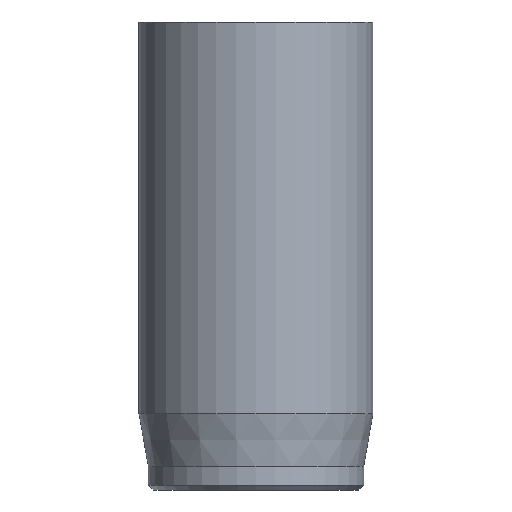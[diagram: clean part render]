
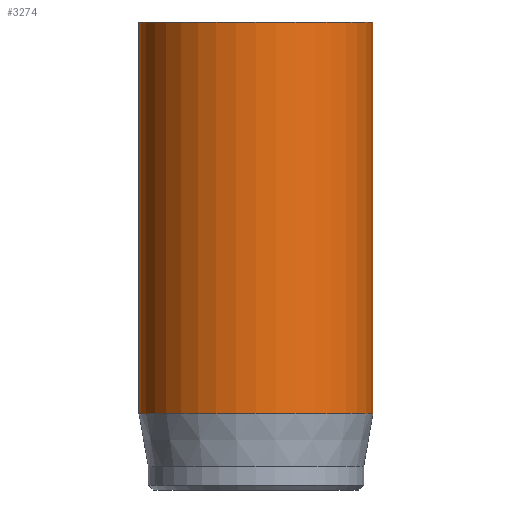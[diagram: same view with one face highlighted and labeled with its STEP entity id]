
A CAD part, front view. The second image highlights one B-rep face of the part: STEP entity #3274.
In plain terms, the highlighted cylindrical face has radius 5 mm (diameter 10 mm), a full revolution.
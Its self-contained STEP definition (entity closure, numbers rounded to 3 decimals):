
#32=CYLINDRICAL_SURFACE('',#3430,5.);
#47=CIRCLE('',#3401,5.);
#63=CIRCLE('',#3428,5.);
#64=CIRCLE('',#3429,5.);
#313=FACE_OUTER_BOUND('',#502,.T.);
#502=EDGE_LOOP('',(#2914,#2915,#2916,#2917,#2918));
#751=LINE('',#6111,#1008);
#1008=VECTOR('',#3860,5.);
#1507=VERTEX_POINT('',#6054);
#1523=VERTEX_POINT('',#6105);
#1524=VERTEX_POINT('',#6106);
#1968=EDGE_CURVE('',#1507,#1507,#47,.T.);
#1992=EDGE_CURVE('',#1523,#1524,#63,.T.);
#1993=EDGE_CURVE('',#1524,#1523,#64,.T.);
#1995=EDGE_CURVE('',#1507,#1523,#751,.T.);
#2914=ORIENTED_EDGE('',*,*,#1968,.T.);
#2915=ORIENTED_EDGE('',*,*,#1995,.T.);
#2916=ORIENTED_EDGE('',*,*,#1992,.T.);
#2917=ORIENTED_EDGE('',*,*,#1993,.T.);
#2918=ORIENTED_EDGE('',*,*,#1995,.F.);
#3274=ADVANCED_FACE('',(#313),#32,.T.);
#3401=AXIS2_PLACEMENT_3D('',#6055,#3791,#3792);
#3428=AXIS2_PLACEMENT_3D('',#6107,#3853,#3854);
#3429=AXIS2_PLACEMENT_3D('',#6108,#3855,#3856);
#3430=AXIS2_PLACEMENT_3D('',#6110,#3858,#3859);
#3791=DIRECTION('center_axis',(0.,0.,-1.));
#3792=DIRECTION('ref_axis',(-1.,0.,0.));
#3853=DIRECTION('center_axis',(0.,0.,1.));
#3854=DIRECTION('ref_axis',(-1.,0.,0.));
#3855=DIRECTION('center_axis',(0.,0.,1.));
#3856=DIRECTION('ref_axis',(-1.,0.,0.));
#3858=DIRECTION('center_axis',(0.,0.,1.));
#3859=DIRECTION('ref_axis',(-1.,0.,0.));
#3860=DIRECTION('',(0.,0.,-1.));
#6054=CARTESIAN_POINT('',(5.,0.,20.));
#6055=CARTESIAN_POINT('Origin',(0.,0.,20.));
#6105=CARTESIAN_POINT('',(5.,0.,3.269));
#6106=CARTESIAN_POINT('',(-5.,0.,3.269));
#6107=CARTESIAN_POINT('Origin',(0.,0.,3.269));
#6108=CARTESIAN_POINT('Origin',(0.,0.,3.269));
#6110=CARTESIAN_POINT('Origin',(0.,0.,0.));
#6111=CARTESIAN_POINT('',(5.,0.,0.));
